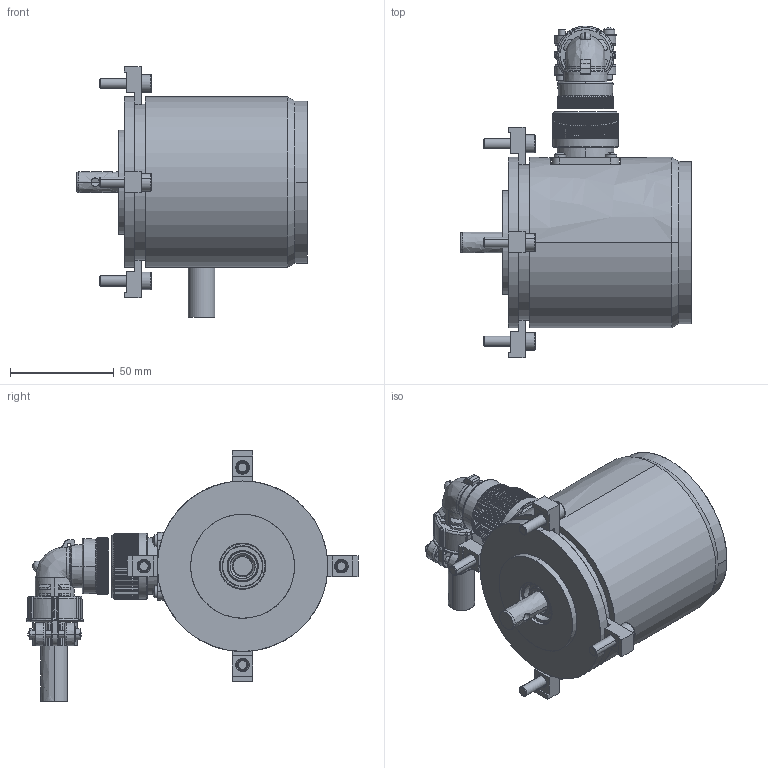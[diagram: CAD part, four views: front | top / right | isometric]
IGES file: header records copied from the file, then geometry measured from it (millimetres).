
Start section: SolidWorks IGES file using analytic representation for surfaces
Global section: file name: IPS-650-_-.IGS; native system: SolidWorks 2011; preprocessor: SolidWorks 2011; author: Thiel; date: 120814.143821; units: millimetre
Bounding box: 111.05 x 159.66 x 120.4 mm (x, y, z)
Surface area: 55628.8 mm2 (no closed solid volume)
Topology: 0 solids, 0 shells, 970 faces, 10077 edges, 10065 vertices
Faces by surface type: bspline 599, revolution 371
